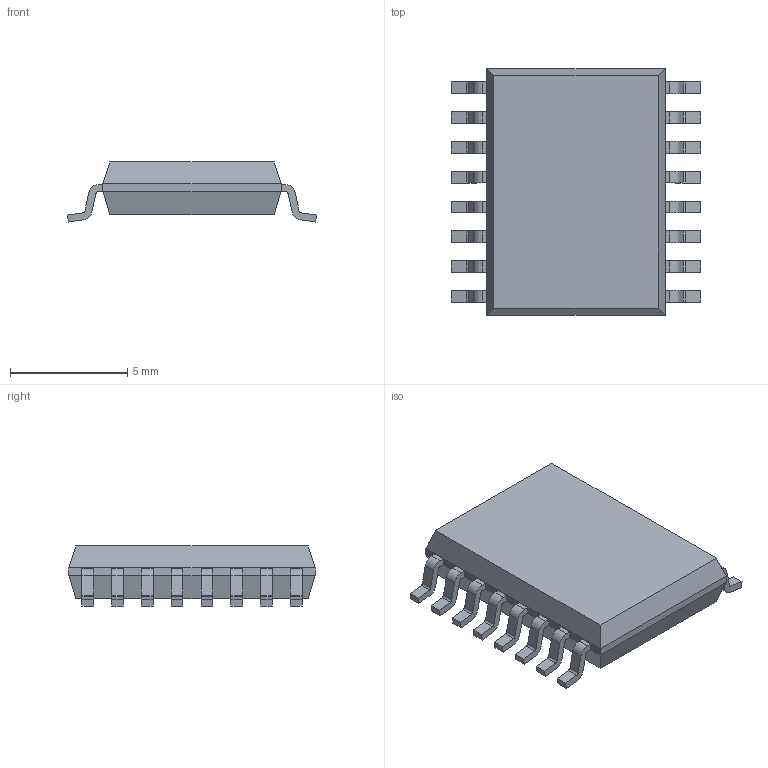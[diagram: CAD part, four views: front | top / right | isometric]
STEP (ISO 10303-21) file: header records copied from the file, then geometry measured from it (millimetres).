
FILE_DESCRIPTION(('FreeCAD Model'),'2;1');
FILE_NAME('R-PDSO-G16.step','2017-06-08T17:03:01',('kicad StepUp'),('ksu MCAD'), 'Open CASCADE STEP processor 6.8','FreeCAD','Unknown');
FILE_SCHEMA(('AUTOMOTIVE_DESIGN_CC2 { 1 2 10303 214 -1 1 5 4 }'));
Length unit declared in the file: millimetre
Products named in the file (1): R-PDSO-G16
Bounding box: 10.63 x 10.5 x 2.56 mm (x, y, z)
Volume: 175.7 mm3; surface area: 281.4 mm2
Topology: 1 solids, 1 shells, 222 faces, 620 edges, 400 vertices
Faces by surface type: plane 158, cylinder 64
Entity records: 8619 total; most frequent: CARTESIAN_POINT 1243, ORIENTED_EDGE 1240, DIRECTION 1194, EDGE_CURVE 620, LINE 492, VECTOR 492, VERTEX_POINT 400, AXIS2_PLACEMENT_3D 351
